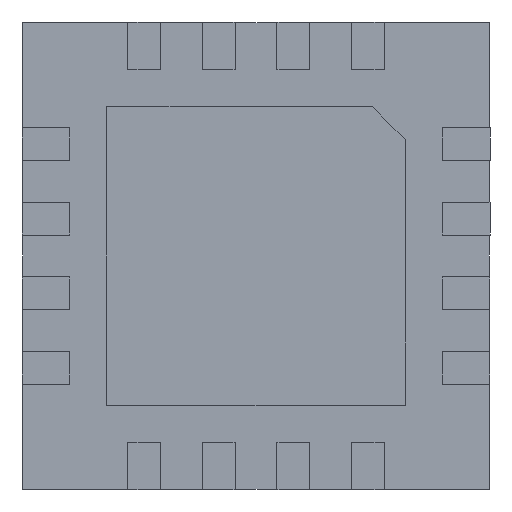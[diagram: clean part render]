
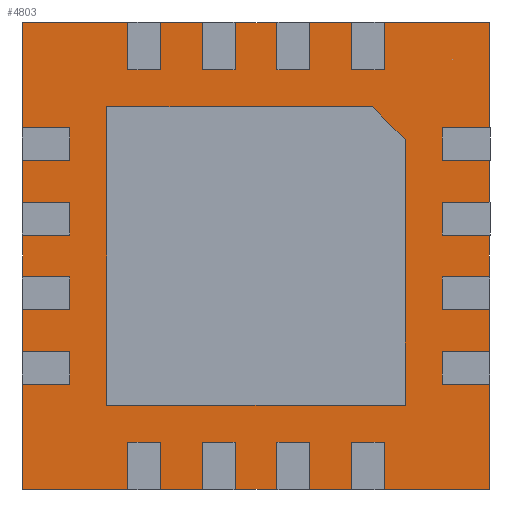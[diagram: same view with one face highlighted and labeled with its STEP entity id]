
A CAD part, front view. The second image highlights one B-rep face of the part: STEP entity #4803.
In plain terms, the highlighted planar face has unit normal (0, -1, 0).
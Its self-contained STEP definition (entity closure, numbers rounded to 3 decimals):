
#17 = EDGE_CURVE ( 'NONE', #5195, #3047, #5779, .T. ) ;
#234 = DIRECTION ( 'NONE',  ( 0., -1., 0. ) ) ;
#552 = DIRECTION ( 'NONE',  ( 1., 0., 0. ) ) ;
#758 = LINE ( 'NONE', #3989, #1394 ) ;
#1248 = ORIENTED_EDGE ( 'NONE', *, *, #3246, .F. ) ;
#1296 = VERTEX_POINT ( 'NONE', #3358 ) ;
#1375 = ORIENTED_EDGE ( 'NONE', *, *, #4783, .F. ) ;
#1394 = VECTOR ( 'NONE', #4924, 1000. ) ;
#1450 = LINE ( 'NONE', #4871, #4493 ) ;
#1463 = CARTESIAN_POINT ( 'NONE',  ( -2.5, 0., 2.5 ) ) ;
#1494 = CARTESIAN_POINT ( 'NONE',  ( 2.5, 0., 2.5 ) ) ;
#1663 = LINE ( 'NONE', #5697, #5360 ) ;
#1664 = ORIENTED_EDGE ( 'NONE', *, *, #17, .F. ) ;
#2138 = VERTEX_POINT ( 'NONE', #5354 ) ;
#2181 = ORIENTED_EDGE ( 'NONE', *, *, #6088, .F. ) ;
#2408 = EDGE_LOOP ( 'NONE', ( #1375, #1664, #1248, #2181 ) ) ;
#2740 = FACE_OUTER_BOUND ( 'NONE', #2408, .T. ) ;
#2745 = CARTESIAN_POINT ( 'NONE',  ( -2.5, 0., 2.5 ) ) ;
#3047 = VERTEX_POINT ( 'NONE', #1494 ) ;
#3246 = EDGE_CURVE ( 'NONE', #1296, #5195, #1450, .T. ) ;
#3358 = CARTESIAN_POINT ( 'NONE',  ( -2.5, 0., -2.5 ) ) ;
#3497 = PLANE ( 'NONE',  #4568 ) ;
#3529 = DIRECTION ( 'NONE',  ( 0., 0., -1. ) ) ;
#3701 = VECTOR ( 'NONE', #552, 1000. ) ;
#3989 = CARTESIAN_POINT ( 'NONE',  ( 2.5, 0., 2.5 ) ) ;
#4415 = DIRECTION ( 'NONE',  ( 0., 0., 1. ) ) ;
#4493 = VECTOR ( 'NONE', #4415, 1000. ) ;
#4568 = AXIS2_PLACEMENT_3D ( 'NONE', #4970, #234, #3529 ) ;
#4783 = EDGE_CURVE ( 'NONE', #3047, #2138, #758, .T. ) ;
#4792 = DIRECTION ( 'NONE',  ( -1., 0., 0. ) ) ;
#4803 = ADVANCED_FACE ( 'NONE', ( #2740 ), #3497, .T. ) ;
#4871 = CARTESIAN_POINT ( 'NONE',  ( -2.5, 0., 2.5 ) ) ;
#4924 = DIRECTION ( 'NONE',  ( 0., 0., -1. ) ) ;
#4970 = CARTESIAN_POINT ( 'NONE',  ( 0., 0., 0. ) ) ;
#5195 = VERTEX_POINT ( 'NONE', #2745 ) ;
#5354 = CARTESIAN_POINT ( 'NONE',  ( 2.5, 0., -2.5 ) ) ;
#5360 = VECTOR ( 'NONE', #4792, 1000. ) ;
#5697 = CARTESIAN_POINT ( 'NONE',  ( -2.5, 0., -2.5 ) ) ;
#5779 = LINE ( 'NONE', #1463, #3701 ) ;
#6088 = EDGE_CURVE ( 'NONE', #2138, #1296, #1663, .T. ) ;
